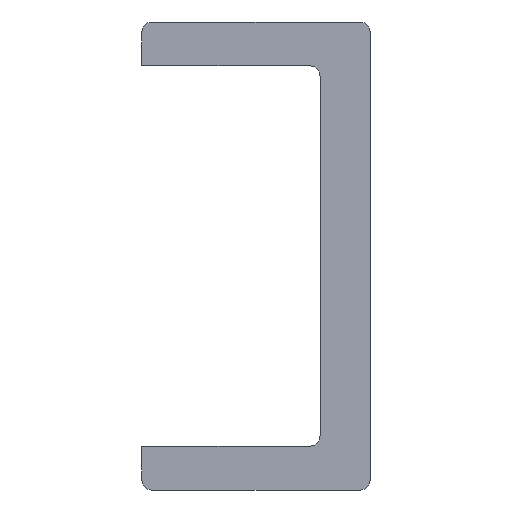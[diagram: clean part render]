
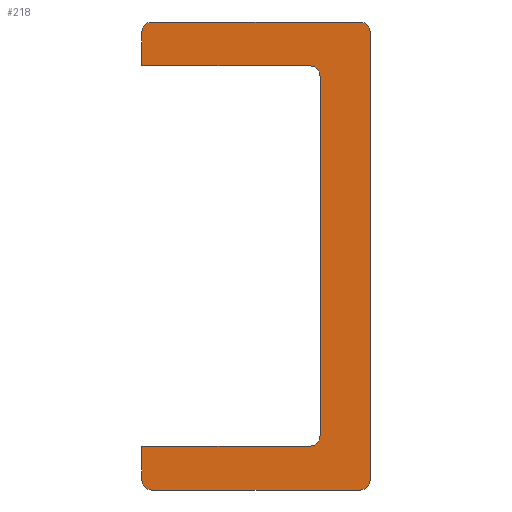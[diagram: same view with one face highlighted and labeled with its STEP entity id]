
A CAD part, front view. The second image highlights one B-rep face of the part: STEP entity #218.
In plain terms, the highlighted planar face has unit normal (0, -1, 0).
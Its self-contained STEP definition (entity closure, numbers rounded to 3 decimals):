
#218 = ADVANCED_FACE( '', ( #547 ), #548, .F. );
#547 = FACE_OUTER_BOUND( '', #972, .T. );
#548 = PLANE( '', #973 );
#972 = EDGE_LOOP( '', ( #1532, #1533, #1534, #1535, #1536, #1537, #1538, #1539, #1540, #1541, #1542, #1543, #1544, #1545 ) );
#973 = AXIS2_PLACEMENT_3D( '', #1546, #1547, #1548 );
#1532 = ORIENTED_EDGE( '', *, *, #1999, .F. );
#1533 = ORIENTED_EDGE( '', *, *, #1979, .T. );
#1534 = ORIENTED_EDGE( '', *, *, #2000, .F. );
#1535 = ORIENTED_EDGE( '', *, *, #1948, .T. );
#1536 = ORIENTED_EDGE( '', *, *, #2001, .F. );
#1537 = ORIENTED_EDGE( '', *, *, #2002, .F. );
#1538 = ORIENTED_EDGE( '', *, *, #1939, .F. );
#1539 = ORIENTED_EDGE( '', *, *, #1935, .F. );
#1540 = ORIENTED_EDGE( '', *, *, #1876, .F. );
#1541 = ORIENTED_EDGE( '', *, *, #2003, .F. );
#1542 = ORIENTED_EDGE( '', *, *, #1829, .F. );
#1543 = ORIENTED_EDGE( '', *, *, #1996, .T. );
#1544 = ORIENTED_EDGE( '', *, *, #2004, .F. );
#1545 = ORIENTED_EDGE( '', *, *, #1897, .T. );
#1546 = CARTESIAN_POINT( '', ( -10.5, 0., 21.5 ) );
#1547 = DIRECTION( '', ( 0., 1., 0. ) );
#1548 = DIRECTION( '', ( 0., 0., 1. ) );
#1829 = EDGE_CURVE( '', #2077, #2079, #2080, .T. );
#1876 = EDGE_CURVE( '', #2156, #2157, #2158, .T. );
#1897 = EDGE_CURVE( '', #2193, #2191, #2194, .F. );
#1935 = EDGE_CURVE( '', #2157, #2262, #2263, .T. );
#1939 = EDGE_CURVE( '', #2262, #2268, #2269, .T. );
#1948 = EDGE_CURVE( '', #2284, #2282, #2285, .F. );
#1979 = EDGE_CURVE( '', #2331, #2329, #2332, .F. );
#1996 = EDGE_CURVE( '', #2077, #2355, #2357, .F. );
#1999 = EDGE_CURVE( '', #2331, #2191, #2360, .T. );
#2000 = EDGE_CURVE( '', #2284, #2329, #2361, .T. );
#2001 = EDGE_CURVE( '', #2362, #2282, #2363, .T. );
#2002 = EDGE_CURVE( '', #2268, #2362, #2364, .T. );
#2003 = EDGE_CURVE( '', #2079, #2156, #2365, .T. );
#2004 = EDGE_CURVE( '', #2193, #2355, #2366, .T. );
#2077 = VERTEX_POINT( '', #2460 );
#2079 = VERTEX_POINT( '', #2463 );
#2080 = LINE( '', #2464, #2465 );
#2156 = VERTEX_POINT( '', #2542 );
#2157 = VERTEX_POINT( '', #2543 );
#2158 = CIRCLE( '', #2544, 1. );
#2191 = VERTEX_POINT( '', #2579 );
#2193 = VERTEX_POINT( '', #2582 );
#2194 = CIRCLE( '', #2583, 0.9 );
#2262 = VERTEX_POINT( '', #2652 );
#2263 = LINE( '', #2653, #2654 );
#2268 = VERTEX_POINT( '', #2661 );
#2269 = CIRCLE( '', #2662, 1. );
#2282 = VERTEX_POINT( '', #2676 );
#2284 = VERTEX_POINT( '', #2679 );
#2285 = CIRCLE( '', #2680, 0.9 );
#2329 = VERTEX_POINT( '', #2731 );
#2331 = VERTEX_POINT( '', #2734 );
#2332 = CIRCLE( '', #2735, 0.9 );
#2355 = VERTEX_POINT( '', #2759 );
#2357 = CIRCLE( '', #2762, 0.9 );
#2360 = LINE( '', #2765, #2766 );
#2361 = LINE( '', #2767, #2768 );
#2362 = VERTEX_POINT( '', #2769 );
#2363 = LINE( '', #2770, #2771 );
#2364 = LINE( '', #2772, #2773 );
#2365 = LINE( '', #2774, #2775 );
#2366 = LINE( '', #2776, #2777 );
#2460 = CARTESIAN_POINT( '', ( -10.5, 0., -20.6 ) );
#2463 = CARTESIAN_POINT( '', ( -10.5, 0., -17.5 ) );
#2464 = CARTESIAN_POINT( '', ( -10.5, 0., -21.5 ) );
#2465 = VECTOR( '', #2871, 1000. );
#2542 = CARTESIAN_POINT( '', ( 4.9, 0., -17.5 ) );
#2543 = CARTESIAN_POINT( '', ( 5.9, 0., -16.5 ) );
#2544 = AXIS2_PLACEMENT_3D( '', #2960, #2961, #2962 );
#2579 = CARTESIAN_POINT( '', ( 10.5, 0., -20.6 ) );
#2582 = CARTESIAN_POINT( '', ( 9.6, 0., -21.5 ) );
#2583 = AXIS2_PLACEMENT_3D( '', #2999, #3000, #3001 );
#2652 = CARTESIAN_POINT( '', ( 5.9, 0., 16.5 ) );
#2653 = CARTESIAN_POINT( '', ( 5.9, 0., 16.5 ) );
#2654 = VECTOR( '', #3093, 1000. );
#2661 = CARTESIAN_POINT( '', ( 4.9, 0., 17.5 ) );
#2662 = AXIS2_PLACEMENT_3D( '', #3096, #3097, #3098 );
#2676 = CARTESIAN_POINT( '', ( -10.5, 0., 20.6 ) );
#2679 = CARTESIAN_POINT( '', ( -9.6, 0., 21.5 ) );
#2680 = AXIS2_PLACEMENT_3D( '', #3113, #3114, #3115 );
#2731 = CARTESIAN_POINT( '', ( 9.6, 0., 21.5 ) );
#2734 = CARTESIAN_POINT( '', ( 10.5, 0., 20.6 ) );
#2735 = AXIS2_PLACEMENT_3D( '', #3160, #3161, #3162 );
#2759 = CARTESIAN_POINT( '', ( -9.6, 0., -21.5 ) );
#2762 = AXIS2_PLACEMENT_3D( '', #3186, #3187, #3188 );
#2765 = CARTESIAN_POINT( '', ( 10.5, 0., 21.5 ) );
#2766 = VECTOR( '', #3189, 1000. );
#2767 = CARTESIAN_POINT( '', ( -10.5, 0., 21.5 ) );
#2768 = VECTOR( '', #3190, 1000. );
#2769 = CARTESIAN_POINT( '', ( -10.5, 0., 17.5 ) );
#2770 = CARTESIAN_POINT( '', ( -10.5, 0., -21.5 ) );
#2771 = VECTOR( '', #3191, 1000. );
#2772 = CARTESIAN_POINT( '', ( 4.9, 0., 17.5 ) );
#2773 = VECTOR( '', #3192, 1000. );
#2774 = CARTESIAN_POINT( '', ( 4.9, 0., -17.5 ) );
#2775 = VECTOR( '', #3193, 1000. );
#2776 = CARTESIAN_POINT( '', ( 10.5, 0., -21.5 ) );
#2777 = VECTOR( '', #3194, 1000. );
#2871 = DIRECTION( '', ( 0., 0., 1. ) );
#2960 = CARTESIAN_POINT( '', ( 4.9, 0., -16.5 ) );
#2961 = DIRECTION( '', ( 0., -1., 0. ) );
#2962 = DIRECTION( '', ( -1., 0., 0. ) );
#2999 = CARTESIAN_POINT( '', ( 9.6, 0., -20.6 ) );
#3000 = DIRECTION( '', ( 0., 1., 0. ) );
#3001 = DIRECTION( '', ( 0., 0., 1. ) );
#3093 = DIRECTION( '', ( 0., 0., 1. ) );
#3096 = CARTESIAN_POINT( '', ( 4.9, 0., 16.5 ) );
#3097 = DIRECTION( '', ( 0., -1., 0. ) );
#3098 = DIRECTION( '', ( -1., 0., 0. ) );
#3113 = CARTESIAN_POINT( '', ( -9.6, 0., 20.6 ) );
#3114 = DIRECTION( '', ( 0., 1., 0. ) );
#3115 = DIRECTION( '', ( 0., 0., 1. ) );
#3160 = CARTESIAN_POINT( '', ( 9.6, 0., 20.6 ) );
#3161 = DIRECTION( '', ( 0., 1., 0. ) );
#3162 = DIRECTION( '', ( 0., 0., 1. ) );
#3186 = CARTESIAN_POINT( '', ( -9.6, 0., -20.6 ) );
#3187 = DIRECTION( '', ( 0., 1., 0. ) );
#3188 = DIRECTION( '', ( 0., 0., 1. ) );
#3189 = DIRECTION( '', ( 0., 0., -1. ) );
#3190 = DIRECTION( '', ( 1., 0., 0. ) );
#3191 = DIRECTION( '', ( 0., 0., 1. ) );
#3192 = DIRECTION( '', ( -1., 0., 0. ) );
#3193 = DIRECTION( '', ( 1., 0., 0. ) );
#3194 = DIRECTION( '', ( -1., 0., 0. ) );
